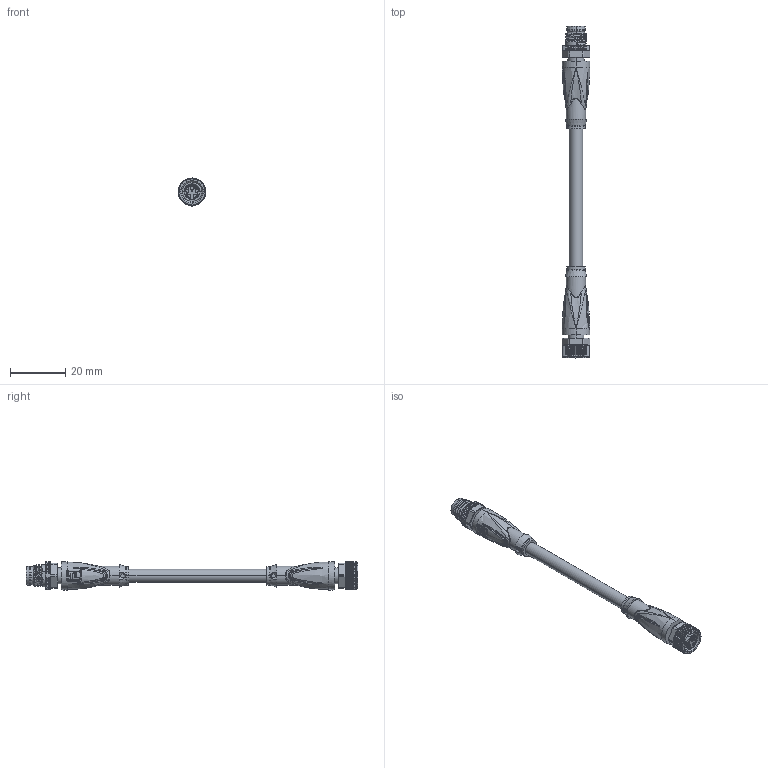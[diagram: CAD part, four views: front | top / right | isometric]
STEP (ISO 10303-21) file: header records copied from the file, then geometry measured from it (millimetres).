
FILE_DESCRIPTION(('STEP AP214'),'1');
FILE_NAME('cctmp_2457E0F9-D477-4FEF-9998-6BE8CF427CD3_2022_04_27_10_52_22_0578..stp','2022-04-27T08:52:31',('KiM GmbH'),('CADClick - www.CADClick.com'),'Spatial InterOp 3D postprocessed',' ','unknown authorization');
FILE_SCHEMA(('AUTOMOTIVE_DESIGN'));
Length unit declared in the file: millimetre
Products named in the file (9): Connection2; Connection2_2; Connection2_1; T195355_1; Cable; Connection1; Connection1_2; Connection1_1; T195355
Assembly tree (8 placements, depth 4):
  T195355
    T195355_1
      Connection2
        Connection2_2
        Connection2_1
      Cable
      Connection1
        Connection1_2
        Connection1_1
Bounding box: 10 x 120.3 x 10.15 mm (x, y, z)
Volume: 4739.1 mm3; surface area: 4968.4 mm2
Topology: 8 solids, 10 shells, 1889 faces, 5069 edges, 3242 vertices
Faces by surface type: plane 1021, bspline 232, cylinder 212, torus 212, cone 172, extrusion 28, sphere 12
Entity records: 131529 total; most frequent: CARTESIAN_POINT 76273, ORIENTED_EDGE 10106, DIRECTION 8371, EDGE_CURVE 5057, VERTEX_POINT 3242, STYLED_ITEM 2974, PRESENTATION_STYLE_ASSIGNMENT 2974, VECTOR 2905
